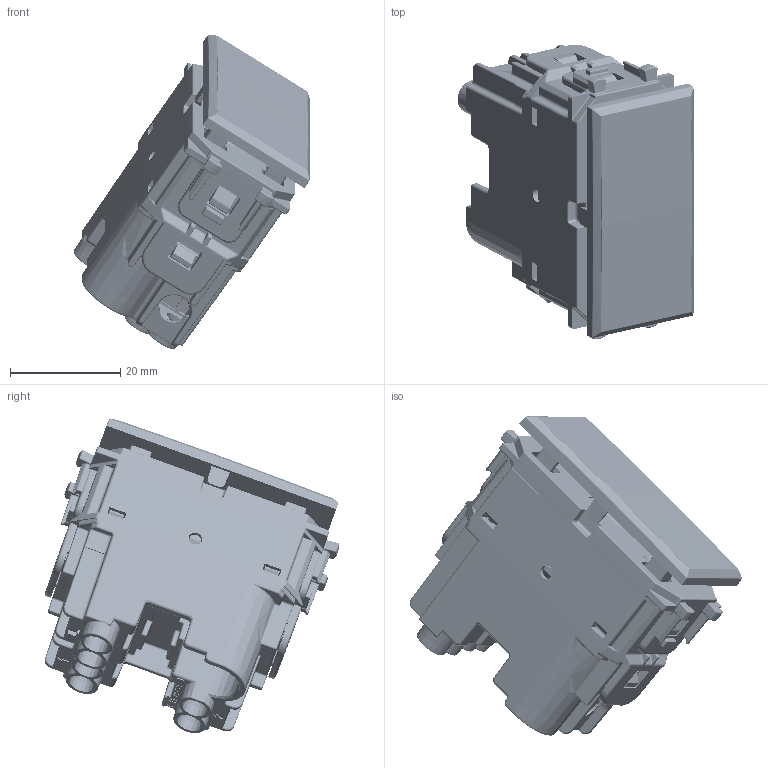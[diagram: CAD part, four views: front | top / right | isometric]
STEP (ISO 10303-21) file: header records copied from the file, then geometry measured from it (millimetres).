
FILE_DESCRIPTION(('CATIA V5 STEP Exchange'),'2;1');
FILE_NAME('442002AS.stp','2024-01-24T11:11:13+00:00',('none'),('none'),'CATIA Version 5-6 Release 2016 SP6','CATIA V5 STEP AP203','none');
FILE_SCHEMA(('CONFIG_CONTROL_DESIGN'));
Length unit declared in the file: millimetre
Products named in the file (3): 442002AS; AS2216; AS2217AG
Assembly tree (18 placements, depth 3):
  442002AS
    #57
    AS2216
      #55065
      #56058
      #58628
    #60554
    #102981
    #122777
    AS2217AG
      #125811
      #127274
      #58628
    #128293
    #158581
    #166648
    #207528
    #255402
    #257642
Bounding box: 42.99 x 53.57 x 57.09 mm (x, y, z)
Volume: 18734.5 mm3; surface area: 32133.7 mm2
Topology: 19 solids, 19 shells, 6856 faces, 17255 edges, 9896 vertices
Faces by surface type: cylinder 2632, plane 2144, bspline 1208, sphere 486, cone 210, torus 174, revolution 2
Entity records: 270847 total; most frequent: CARTESIAN_POINT 132555, ORIENTED_EDGE 33082, DIRECTION 20110, EDGE_CURVE 16541, VERTEX_POINT 9794, AXIS2_PLACEMENT_3D 7887, VECTOR 7179, LINE 7179
